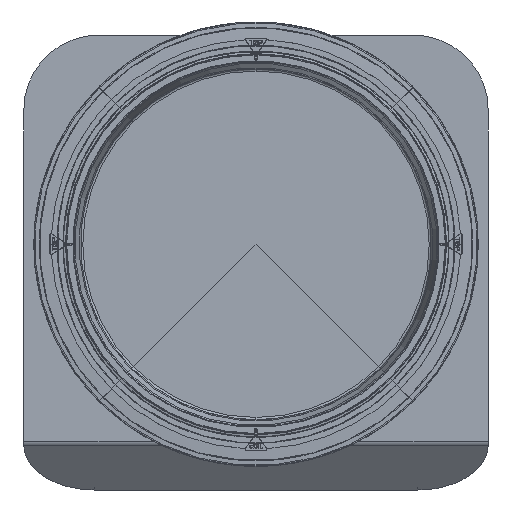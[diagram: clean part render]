
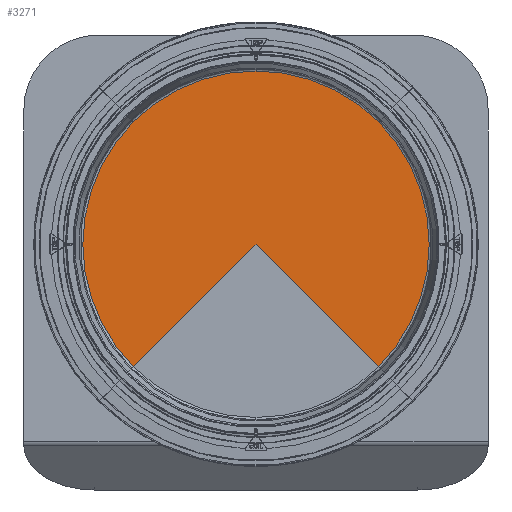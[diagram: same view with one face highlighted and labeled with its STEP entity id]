
A CAD part, left-side view. The second image highlights one B-rep face of the part: STEP entity #3271.
In plain terms, the highlighted face is planar.
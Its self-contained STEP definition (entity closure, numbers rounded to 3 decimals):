
#3271=ADVANCED_FACE('4051019_Wandhuelse_vereinfacht',(#9220),#9221,.T.);
#9220=FACE_OUTER_BOUND('',#70381,.T.);
#9221=PLANE('',#70382);
#70381=EDGE_LOOP('',(#94702,#94703,#94704,#94705,#94706,#94707,#94708,#94709));
#70382=AXIS2_PLACEMENT_3D('',#94710,#94711,#94712);
#94702=ORIENTED_EDGE('',*,*,#100749,.T.);
#94703=ORIENTED_EDGE('',*,*,#101364,.T.);
#94704=ORIENTED_EDGE('',*,*,#100717,.T.);
#94705=ORIENTED_EDGE('',*,*,#101783,.T.);
#94706=ORIENTED_EDGE('',*,*,#102197,.T.);
#94707=ORIENTED_EDGE('',*,*,#102196,.F.);
#94708=ORIENTED_EDGE('',*,*,#100653,.T.);
#94709=ORIENTED_EDGE('',*,*,#102544,.T.);
#94710=CARTESIAN_POINT('',(53.255,53.255,52.294));
#94711=DIRECTION('',(0.,0.,1.0));
#94712=DIRECTION('',(-0.707,0.707,0.0));
#100653=EDGE_CURVE('',#112331,#112328,#112332,.T.);
#100717=EDGE_CURVE('',#112459,#112456,#112460,.T.);
#100749=EDGE_CURVE('',#112523,#112520,#112524,.T.);
#101364=EDGE_CURVE('',#112520,#112459,#113545,.T.);
#101783=EDGE_CURVE('',#112456,#112395,#114212,.T.);
#102196=EDGE_CURVE('',#112331,#114870,#114871,.F.);
#102197=EDGE_CURVE('',#112395,#114870,#114872,.F.);
#102544=EDGE_CURVE('',#112328,#112523,#115391,.T.);
#112328=VERTEX_POINT('',#162439);
#112331=VERTEX_POINT('',#162442);
#112332=CIRCLE('',#162443,74.);
#112395=VERTEX_POINT('',#162538);
#112456=VERTEX_POINT('',#162631);
#112459=VERTEX_POINT('',#162634);
#112460=CIRCLE('',#162635,74.);
#112520=VERTEX_POINT('',#162727);
#112523=VERTEX_POINT('',#162730);
#112524=CIRCLE('',#162731,74.);
#113545=CIRCLE('',#165140,74.);
#114212=CIRCLE('',#166637,74.);
#114870=VERTEX_POINT('',#168115);
#114871=LINE('',#168116,#168117);
#114872=LINE('',#168118,#168119);
#115391=CIRCLE('',#169107,74.);
#162439=CARTESIAN_POINT('',(0.,-74.,52.294));
#162442=CARTESIAN_POINT('',(-52.326,-52.326,52.294));
#162443=AXIS2_PLACEMENT_3D('',#173032,#173033,#173034);
#162538=CARTESIAN_POINT('',(-52.326,52.326,52.294));
#162631=CARTESIAN_POINT('',(0.,74.,52.294));
#162634=CARTESIAN_POINT('',(52.326,52.326,52.294));
#162635=AXIS2_PLACEMENT_3D('',#173176,#173177,#173178);
#162727=CARTESIAN_POINT('',(74.,0.,52.294));
#162730=CARTESIAN_POINT('',(52.326,-52.326,52.294));
#162731=AXIS2_PLACEMENT_3D('',#173248,#173249,#173250);
#165140=AXIS2_PLACEMENT_3D('',#174061,#174062,#174063);
#166637=AXIS2_PLACEMENT_3D('',#174661,#174662,#174663);
#168115=CARTESIAN_POINT('',(0.,0.,52.294));
#168116=CARTESIAN_POINT('',(-26.163,-26.163,52.294));
#168117=VECTOR('',#175257,1.0);
#168118=CARTESIAN_POINT('',(-26.163,26.163,52.294));
#168119=VECTOR('',#175258,1.0);
#169107=AXIS2_PLACEMENT_3D('',#175857,#175858,#175859);
#173032=CARTESIAN_POINT('',(0.,0.,52.294));
#173033=DIRECTION('',(0.,0.,1.0));
#173034=DIRECTION('',(1.0,0.,0.));
#173176=CARTESIAN_POINT('',(0.,0.,52.294));
#173177=DIRECTION('',(0.,0.,1.0));
#173178=DIRECTION('',(1.0,0.,0.));
#173248=CARTESIAN_POINT('',(0.,0.,52.294));
#173249=DIRECTION('',(0.,0.,1.0));
#173250=DIRECTION('',(1.0,0.,0.));
#174061=CARTESIAN_POINT('',(0.,0.,52.294));
#174062=DIRECTION('',(0.,0.,1.0));
#174063=DIRECTION('',(1.0,0.,0.));
#174661=CARTESIAN_POINT('',(0.,0.,52.294));
#174662=DIRECTION('',(0.,0.,1.0));
#174663=DIRECTION('',(1.0,0.,0.));
#175257=DIRECTION('',(-0.707,-0.707,0.));
#175258=DIRECTION('',(-0.707,0.707,0.0));
#175857=CARTESIAN_POINT('',(0.,0.,52.294));
#175858=DIRECTION('',(0.,0.,1.0));
#175859=DIRECTION('',(1.0,0.,0.));
